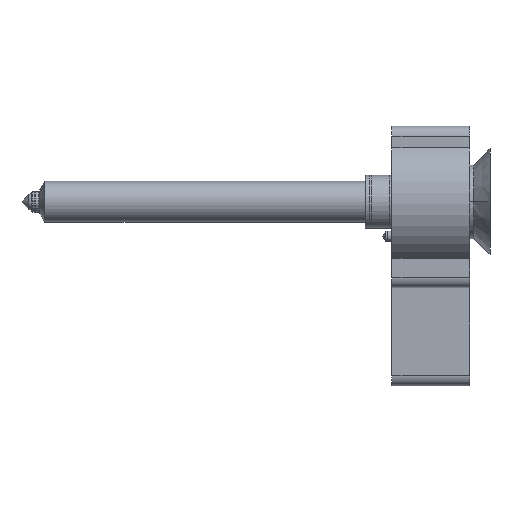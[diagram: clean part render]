
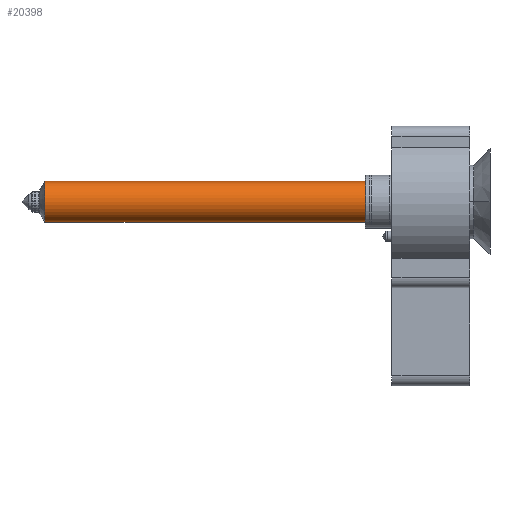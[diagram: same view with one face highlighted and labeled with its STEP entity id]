
A CAD part, top view. The second image highlights one B-rep face of the part: STEP entity #20398.
In plain terms, the highlighted cylindrical face has radius 10 mm (diameter 20 mm), a partial arc.
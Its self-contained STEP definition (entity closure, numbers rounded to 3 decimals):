
#207 = CARTESIAN_POINT ( 'NONE',  ( -10., 0., 0. ) ) ;
#3078 = CARTESIAN_POINT ( 'NONE',  ( 0., 0., -168. ) ) ;
#3341 = DIRECTION ( 'NONE',  ( -1., 0., 0. ) ) ;
#3442 = EDGE_LOOP ( 'NONE', ( #10504, #15646, #5297, #9758 ) ) ;
#4235 = LINE ( 'NONE', #207, #8861 ) ;
#4330 = EDGE_CURVE ( 'NONE', #6037, #4475, #4235, .T. ) ;
#4475 = VERTEX_POINT ( 'NONE', #18140 ) ;
#4922 = AXIS2_PLACEMENT_3D ( 'NONE', #17131, #7265, #10636 ) ;
#4930 = DIRECTION ( 'NONE',  ( 0., 0., -1. ) ) ;
#5132 = LINE ( 'NONE', #14920, #20523 ) ;
#5297 = ORIENTED_EDGE ( 'NONE', *, *, #18585, .F. ) ;
#6025 = CARTESIAN_POINT ( 'NONE',  ( -10., 0., -11.214 ) ) ;
#6037 = VERTEX_POINT ( 'NONE', #6025 ) ;
#7265 = DIRECTION ( 'NONE',  ( 0., 0., -1. ) ) ;
#8861 = VECTOR ( 'NONE', #4930, 1000. ) ;
#8866 = AXIS2_PLACEMENT_3D ( 'NONE', #3078, #9902, #19772 ) ;
#9758 = ORIENTED_EDGE ( 'NONE', *, *, #4330, .F. ) ;
#9830 = EDGE_CURVE ( 'NONE', #16157, #19962, #5132, .T. ) ;
#9902 = DIRECTION ( 'NONE',  ( 0., 0., -1. ) ) ;
#10413 = DIRECTION ( 'NONE',  ( 0., 0., -1. ) ) ;
#10504 = ORIENTED_EDGE ( 'NONE', *, *, #11699, .T. ) ;
#10636 = DIRECTION ( 'NONE',  ( -1., 0., 0. ) ) ;
#11699 = EDGE_CURVE ( 'NONE', #6037, #16157, #16131, .T. ) ;
#12893 = CARTESIAN_POINT ( 'NONE',  ( 10., 0., -168. ) ) ;
#12956 = DIRECTION ( 'NONE',  ( 0., 0., -1. ) ) ;
#14886 = CARTESIAN_POINT ( 'NONE',  ( 10., 0., -11.214 ) ) ;
#14920 = CARTESIAN_POINT ( 'NONE',  ( 10., 0., 0. ) ) ;
#15646 = ORIENTED_EDGE ( 'NONE', *, *, #9830, .T. ) ;
#15665 = FACE_OUTER_BOUND ( 'NONE', #3442, .T. ) ;
#16131 = CIRCLE ( 'NONE', #17158, 10. ) ;
#16157 = VERTEX_POINT ( 'NONE', #14886 ) ;
#16245 = CARTESIAN_POINT ( 'NONE',  ( 0., 0., -11.214 ) ) ;
#17131 = CARTESIAN_POINT ( 'NONE',  ( 0., 0., 0. ) ) ;
#17158 = AXIS2_PLACEMENT_3D ( 'NONE', #16245, #12956, #3341 ) ;
#17698 = CYLINDRICAL_SURFACE ( 'NONE', #4922, 10. ) ;
#18140 = CARTESIAN_POINT ( 'NONE',  ( -10., 0., -168. ) ) ;
#18585 = EDGE_CURVE ( 'NONE', #4475, #19962, #20330, .T. ) ;
#19772 = DIRECTION ( 'NONE',  ( -1., 0., 0. ) ) ;
#19962 = VERTEX_POINT ( 'NONE', #12893 ) ;
#20330 = CIRCLE ( 'NONE', #8866, 10. ) ;
#20398 = ADVANCED_FACE ( 'NONE', ( #15665 ), #17698, .T. ) ;
#20523 = VECTOR ( 'NONE', #10413, 1000. ) ;
